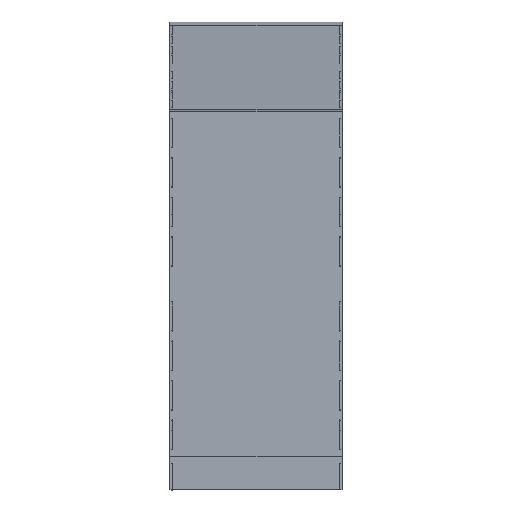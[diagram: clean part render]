
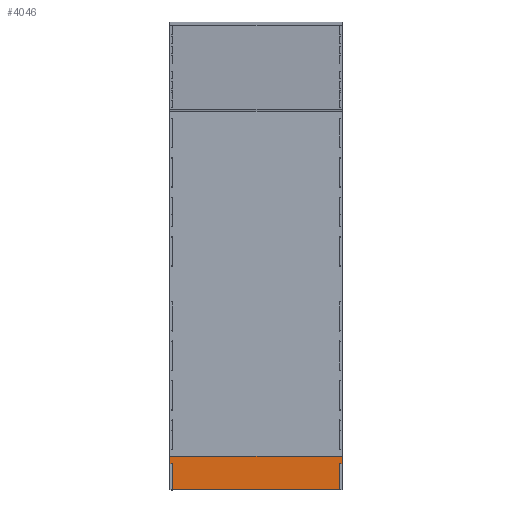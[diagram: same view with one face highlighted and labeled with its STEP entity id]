
A CAD part, left-side view. The second image highlights one B-rep face of the part: STEP entity #4046.
In plain terms, the highlighted face is planar.
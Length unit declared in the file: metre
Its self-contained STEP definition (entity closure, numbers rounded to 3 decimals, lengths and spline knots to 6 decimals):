
#4046 = ADVANCED_FACE( '', ( #7641 ), #7642, .F. );
#7641 = FACE_OUTER_BOUND( '', #13694, .T. );
#7642 = PLANE( '', #13695 );
#13694 = EDGE_LOOP( '', ( #25757, #25758, #25759, #25760, #25761, #25762, #25763, #25764, #25765, #25766, #25767, #25768, #25769, #25770 ) );
#13695 = AXIS2_PLACEMENT_3D( '', #25771, #25772, #25773 );
#25757 = ORIENTED_EDGE( '', *, *, #32510, .F. );
#25758 = ORIENTED_EDGE( '', *, *, #32503, .F. );
#25759 = ORIENTED_EDGE( '', *, *, #32497, .F. );
#25760 = ORIENTED_EDGE( '', *, *, #32496, .T. );
#25761 = ORIENTED_EDGE( '', *, *, #32491, .F. );
#25762 = ORIENTED_EDGE( '', *, *, #32487, .F. );
#25763 = ORIENTED_EDGE( '', *, *, #32511, .T. );
#25764 = ORIENTED_EDGE( '', *, *, #32512, .T. );
#25765 = ORIENTED_EDGE( '', *, *, #32513, .F. );
#25766 = ORIENTED_EDGE( '', *, *, #32480, .T. );
#25767 = ORIENTED_EDGE( '', *, *, #32477, .T. );
#25768 = ORIENTED_EDGE( '', *, *, #32481, .F. );
#25769 = ORIENTED_EDGE( '', *, *, #32486, .T. );
#25770 = ORIENTED_EDGE( '', *, *, #32501, .T. );
#25771 = CARTESIAN_POINT( '', ( 0., 0., 0. ) );
#25772 = DIRECTION( '', ( 0., 0., 1. ) );
#25773 = DIRECTION( '', ( 1., 0., 0. ) );
#32477 = EDGE_CURVE( '', #41204, #41209, #41211, .F. );
#32480 = EDGE_CURVE( '', #41212, #41204, #41216, .T. );
#32481 = EDGE_CURVE( '', #41217, #41209, #41218, .F. );
#32486 = EDGE_CURVE( '', #41217, #41224, #41226, .F. );
#32487 = EDGE_CURVE( '', #41227, #41228, #41229, .T. );
#32491 = EDGE_CURVE( '', #41228, #41235, #41236, .T. );
#32496 = EDGE_CURVE( '', #41240, #41235, #41244, .T. );
#32497 = EDGE_CURVE( '', #41240, #41245, #41246, .T. );
#32501 = EDGE_CURVE( '', #41224, #41250, #41253, .T. );
#32503 = EDGE_CURVE( '', #41245, #41255, #41256, .T. );
#32510 = EDGE_CURVE( '', #41255, #41250, #41266, .T. );
#32511 = EDGE_CURVE( '', #41227, #41267, #41268, .T. );
#32512 = EDGE_CURVE( '', #41267, #41269, #41270, .T. );
#32513 = EDGE_CURVE( '', #41212, #41269, #41271, .T. );
#41204 = VERTEX_POINT( '', #51798 );
#41209 = VERTEX_POINT( '', #51804 );
#41211 = CIRCLE( '', #51807, 0.00508 );
#41212 = VERTEX_POINT( '', #51808 );
#41216 = LINE( '', #51814, #51815 );
#41217 = VERTEX_POINT( '', #51816 );
#41218 = CIRCLE( '', #51817, 0.00381 );
#41224 = VERTEX_POINT( '', #51824 );
#41226 = CIRCLE( '', #51827, 0.00508 );
#41227 = VERTEX_POINT( '', #51828 );
#41228 = VERTEX_POINT( '', #51829 );
#41229 = LINE( '', #51830, #51831 );
#41235 = VERTEX_POINT( '', #51840 );
#41236 = CIRCLE( '', #51841, 0.00508 );
#41240 = VERTEX_POINT( '', #51846 );
#41244 = CIRCLE( '', #51851, 0.00381 );
#41245 = VERTEX_POINT( '', #51852 );
#41246 = CIRCLE( '', #51853, 0.00508 );
#41250 = VERTEX_POINT( '', #51858 );
#41253 = LINE( '', #51862, #51863 );
#41255 = VERTEX_POINT( '', #51866 );
#41256 = LINE( '', #51867, #51868 );
#41266 = LINE( '', #51884, #51885 );
#41267 = VERTEX_POINT( '', #51886 );
#41268 = LINE( '', #51887, #51888 );
#41269 = VERTEX_POINT( '', #51889 );
#41270 = LINE( '', #51890, #51891 );
#41271 = LINE( '', #51892, #51893 );
#51798 = CARTESIAN_POINT( '', ( -0.2667, 0.598684, 0. ) );
#51804 = CARTESIAN_POINT( '', ( -0.268877, 0.594515, 0. ) );
#51807 = AXIS2_PLACEMENT_3D( '', #58439, #58440, #58441 );
#51808 = CARTESIAN_POINT( '', ( -0.2667, 0.6096, 0. ) );
#51814 = CARTESIAN_POINT( '', ( -0.2667, 0., 0. ) );
#51815 = VECTOR( '', #58444, 1. );
#51816 = CARTESIAN_POINT( '', ( -0.263573, 0.589211, 0. ) );
#51817 = AXIS2_PLACEMENT_3D( '', #58445, #58446, #58447 );
#51824 = CARTESIAN_POINT( '', ( -0.259404, 0.591388, 0. ) );
#51827 = AXIS2_PLACEMENT_3D( '', #58456, #58457, #58458 );
#51828 = CARTESIAN_POINT( '', ( -0.2667, -0.6096, 0. ) );
#51829 = CARTESIAN_POINT( '', ( -0.2667, -0.598684, 0. ) );
#51830 = CARTESIAN_POINT( '', ( -0.2667, 0., 0. ) );
#51831 = VECTOR( '', #58459, 1. );
#51840 = CARTESIAN_POINT( '', ( -0.268877, -0.594515, 0. ) );
#51841 = AXIS2_PLACEMENT_3D( '', #58463, #58464, #58465 );
#51846 = CARTESIAN_POINT( '', ( -0.263573, -0.589211, 0. ) );
#51851 = AXIS2_PLACEMENT_3D( '', #58474, #58475, #58476 );
#51852 = CARTESIAN_POINT( '', ( -0.259404, -0.591388, 0. ) );
#51853 = AXIS2_PLACEMENT_3D( '', #58477, #58478, #58479 );
#51858 = CARTESIAN_POINT( '', ( -0.080705, 0.591388, 0. ) );
#51862 = CARTESIAN_POINT( '', ( 0., 0.591388, 0. ) );
#51863 = VECTOR( '', #58485, 1. );
#51866 = CARTESIAN_POINT( '', ( -0.080705, -0.591388, 0. ) );
#51867 = CARTESIAN_POINT( '', ( 0., -0.591388, 0. ) );
#51868 = VECTOR( '', #58487, 1. );
#51884 = CARTESIAN_POINT( '', ( -0.080705, 0., 0. ) );
#51885 = VECTOR( '', #58494, 1. );
#51886 = CARTESIAN_POINT( '', ( -0.3175, -0.6096, 0. ) );
#51887 = CARTESIAN_POINT( '', ( 0., -0.6096, 0. ) );
#51888 = VECTOR( '', #58495, 1. );
#51889 = CARTESIAN_POINT( '', ( -0.3175, 0.6096, 0. ) );
#51890 = CARTESIAN_POINT( '', ( -0.3175, 0., 0. ) );
#51891 = VECTOR( '', #58496, 1. );
#51892 = CARTESIAN_POINT( '', ( 0., 0.6096, 0. ) );
#51893 = VECTOR( '', #58497, 1. );
#58439 = CARTESIAN_POINT( '', ( -0.27178, 0.598684, 0. ) );
#58440 = DIRECTION( '', ( 0., 0., 1. ) );
#58441 = DIRECTION( '', ( 1., 0., 0. ) );
#58444 = DIRECTION( '', ( 0., -1., 0. ) );
#58445 = CARTESIAN_POINT( '', ( -0.2667, 0.591388, 0. ) );
#58446 = DIRECTION( '', ( 0., 0., 1. ) );
#58447 = DIRECTION( '', ( 1., 0., 0. ) );
#58456 = CARTESIAN_POINT( '', ( -0.259404, 0.586308, 0. ) );
#58457 = DIRECTION( '', ( 0., 0., 1. ) );
#58458 = DIRECTION( '', ( 1., 0., 0. ) );
#58459 = DIRECTION( '', ( 0., 1., 0. ) );
#58463 = CARTESIAN_POINT( '', ( -0.27178, -0.598684, 0. ) );
#58464 = DIRECTION( '', ( 0., 0., 1. ) );
#58465 = DIRECTION( '', ( 1., 0., 0. ) );
#58474 = CARTESIAN_POINT( '', ( -0.2667, -0.591388, 0. ) );
#58475 = DIRECTION( '', ( 0., 0., 1. ) );
#58476 = DIRECTION( '', ( 1., 0., 0. ) );
#58477 = CARTESIAN_POINT( '', ( -0.259404, -0.586308, 0. ) );
#58478 = DIRECTION( '', ( 0., 0., 1. ) );
#58479 = DIRECTION( '', ( 1., 0., 0. ) );
#58485 = DIRECTION( '', ( 1., 0., 0. ) );
#58487 = DIRECTION( '', ( 1., 0., 0. ) );
#58494 = DIRECTION( '', ( 0., 1., 0. ) );
#58495 = DIRECTION( '', ( -1., 0., 0. ) );
#58496 = DIRECTION( '', ( 0., 1., 0. ) );
#58497 = DIRECTION( '', ( -1., 0., 0. ) );
